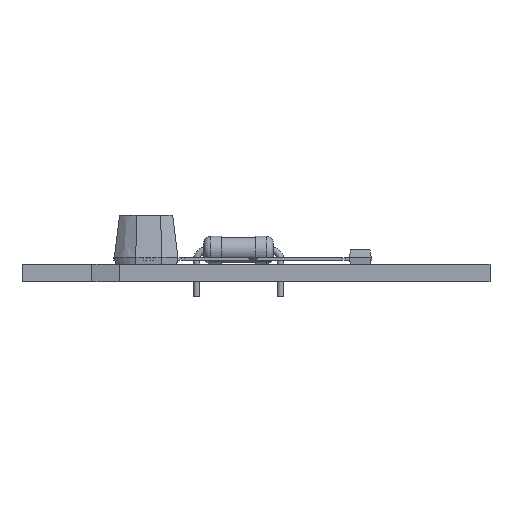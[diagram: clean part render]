
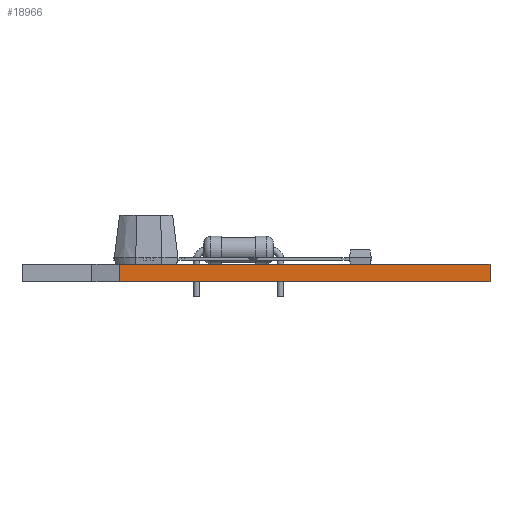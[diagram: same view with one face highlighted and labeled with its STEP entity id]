
A CAD part, left-side view. The second image highlights one B-rep face of the part: STEP entity #18966.
In plain terms, the highlighted planar face has unit normal (-1, 0, 0).
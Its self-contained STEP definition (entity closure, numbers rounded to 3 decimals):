
#14119 = PLANE('',#14120);
#14120 = AXIS2_PLACEMENT_3D('',#14121,#14122,#14123);
#14121 = CARTESIAN_POINT('',(77.155,-48.815,1.6));
#14122 = DIRECTION('',(-0.,-0.,-1.));
#14123 = DIRECTION('',(-1.,0.,0.));
#14173 = PLANE('',#14174);
#14174 = AXIS2_PLACEMENT_3D('',#14175,#14176,#14177);
#14175 = CARTESIAN_POINT('',(77.155,-48.815,0.));
#14176 = DIRECTION('',(-0.,-0.,-1.));
#14177 = DIRECTION('',(-1.,0.,0.));
#14394 = VERTEX_POINT('',#14395);
#14395 = CARTESIAN_POINT('',(64.77,-71.755,0.));
#14409 = PLANE('',#14410);
#14410 = AXIS2_PLACEMENT_3D('',#14411,#14412,#14413);
#14411 = CARTESIAN_POINT('',(78.105,-71.755,0.));
#14412 = DIRECTION('',(0.,-1.,0.));
#14413 = DIRECTION('',(-1.,0.,0.));
#14421 = EDGE_CURVE('',#14394,#14422,#14424,.T.);
#14422 = VERTEX_POINT('',#14423);
#14423 = CARTESIAN_POINT('',(64.77,-38.1,0.));
#14424 = SURFACE_CURVE('',#14425,(#14429,#14436),.PCURVE_S1.);
#14425 = LINE('',#14426,#14427);
#14426 = CARTESIAN_POINT('',(64.77,-71.755,0.));
#14427 = VECTOR('',#14428,1.);
#14428 = DIRECTION('',(0.,1.,0.));
#14429 = PCURVE('',#14173,#14430);
#14430 = DEFINITIONAL_REPRESENTATION('',(#14431),#14435);
#14431 = LINE('',#14432,#14433);
#14432 = CARTESIAN_POINT('',(12.385,-22.94));
#14433 = VECTOR('',#14434,1.);
#14434 = DIRECTION('',(0.,1.));
#14435 = ( GEOMETRIC_REPRESENTATION_CONTEXT(2) 
PARAMETRIC_REPRESENTATION_CONTEXT() REPRESENTATION_CONTEXT('2D SPACE',''
  ) );
#14436 = PCURVE('',#14437,#14442);
#14437 = PLANE('',#14438);
#14438 = AXIS2_PLACEMENT_3D('',#14439,#14440,#14441);
#14439 = CARTESIAN_POINT('',(64.77,-71.755,0.));
#14440 = DIRECTION('',(-1.,0.,0.));
#14441 = DIRECTION('',(0.,1.,0.));
#14442 = DEFINITIONAL_REPRESENTATION('',(#14443),#14447);
#14443 = LINE('',#14444,#14445);
#14444 = CARTESIAN_POINT('',(0.,0.));
#14445 = VECTOR('',#14446,1.);
#14446 = DIRECTION('',(1.,0.));
#14447 = ( GEOMETRIC_REPRESENTATION_CONTEXT(2) 
PARAMETRIC_REPRESENTATION_CONTEXT() REPRESENTATION_CONTEXT('2D SPACE',''
  ) );
#14465 = PLANE('',#14466);
#14466 = AXIS2_PLACEMENT_3D('',#14467,#14468,#14469);
#14467 = CARTESIAN_POINT('',(64.77,-38.1,0.));
#14468 = DIRECTION('',(-0.447,-0.894,0.));
#14469 = DIRECTION('',(-0.894,0.447,0.));
#16818 = VERTEX_POINT('',#16819);
#16819 = CARTESIAN_POINT('',(64.77,-71.755,1.6));
#16840 = EDGE_CURVE('',#16818,#16841,#16843,.T.);
#16841 = VERTEX_POINT('',#16842);
#16842 = CARTESIAN_POINT('',(64.77,-38.1,1.6));
#16843 = SURFACE_CURVE('',#16844,(#16848,#16855),.PCURVE_S1.);
#16844 = LINE('',#16845,#16846);
#16845 = CARTESIAN_POINT('',(64.77,-71.755,1.6));
#16846 = VECTOR('',#16847,1.);
#16847 = DIRECTION('',(0.,1.,0.));
#16848 = PCURVE('',#14119,#16849);
#16849 = DEFINITIONAL_REPRESENTATION('',(#16850),#16854);
#16850 = LINE('',#16851,#16852);
#16851 = CARTESIAN_POINT('',(12.385,-22.94));
#16852 = VECTOR('',#16853,1.);
#16853 = DIRECTION('',(0.,1.));
#16854 = ( GEOMETRIC_REPRESENTATION_CONTEXT(2) 
PARAMETRIC_REPRESENTATION_CONTEXT() REPRESENTATION_CONTEXT('2D SPACE',''
  ) );
#16855 = PCURVE('',#14437,#16856);
#16856 = DEFINITIONAL_REPRESENTATION('',(#16857),#16861);
#16857 = LINE('',#16858,#16859);
#16858 = CARTESIAN_POINT('',(0.,-1.6));
#16859 = VECTOR('',#16860,1.);
#16860 = DIRECTION('',(1.,0.));
#16861 = ( GEOMETRIC_REPRESENTATION_CONTEXT(2) 
PARAMETRIC_REPRESENTATION_CONTEXT() REPRESENTATION_CONTEXT('2D SPACE',''
  ) );
#18916 = EDGE_CURVE('',#14422,#16841,#18917,.T.);
#18917 = SURFACE_CURVE('',#18918,(#18922,#18929),.PCURVE_S1.);
#18918 = LINE('',#18919,#18920);
#18919 = CARTESIAN_POINT('',(64.77,-38.1,0.));
#18920 = VECTOR('',#18921,1.);
#18921 = DIRECTION('',(0.,0.,1.));
#18922 = PCURVE('',#14465,#18923);
#18923 = DEFINITIONAL_REPRESENTATION('',(#18924),#18928);
#18924 = LINE('',#18925,#18926);
#18925 = CARTESIAN_POINT('',(0.,0.));
#18926 = VECTOR('',#18927,1.);
#18927 = DIRECTION('',(0.,-1.));
#18928 = ( GEOMETRIC_REPRESENTATION_CONTEXT(2) 
PARAMETRIC_REPRESENTATION_CONTEXT() REPRESENTATION_CONTEXT('2D SPACE',''
  ) );
#18929 = PCURVE('',#14437,#18930);
#18930 = DEFINITIONAL_REPRESENTATION('',(#18931),#18935);
#18931 = LINE('',#18932,#18933);
#18932 = CARTESIAN_POINT('',(33.655,0.));
#18933 = VECTOR('',#18934,1.);
#18934 = DIRECTION('',(0.,-1.));
#18935 = ( GEOMETRIC_REPRESENTATION_CONTEXT(2) 
PARAMETRIC_REPRESENTATION_CONTEXT() REPRESENTATION_CONTEXT('2D SPACE',''
  ) );
#18945 = EDGE_CURVE('',#14394,#16818,#18946,.T.);
#18946 = SURFACE_CURVE('',#18947,(#18951,#18958),.PCURVE_S1.);
#18947 = LINE('',#18948,#18949);
#18948 = CARTESIAN_POINT('',(64.77,-71.755,0.));
#18949 = VECTOR('',#18950,1.);
#18950 = DIRECTION('',(0.,0.,1.));
#18951 = PCURVE('',#14409,#18952);
#18952 = DEFINITIONAL_REPRESENTATION('',(#18953),#18957);
#18953 = LINE('',#18954,#18955);
#18954 = CARTESIAN_POINT('',(13.335,0.));
#18955 = VECTOR('',#18956,1.);
#18956 = DIRECTION('',(0.,-1.));
#18957 = ( GEOMETRIC_REPRESENTATION_CONTEXT(2) 
PARAMETRIC_REPRESENTATION_CONTEXT() REPRESENTATION_CONTEXT('2D SPACE',''
  ) );
#18958 = PCURVE('',#14437,#18959);
#18959 = DEFINITIONAL_REPRESENTATION('',(#18960),#18964);
#18960 = LINE('',#18961,#18962);
#18961 = CARTESIAN_POINT('',(0.,0.));
#18962 = VECTOR('',#18963,1.);
#18963 = DIRECTION('',(0.,-1.));
#18964 = ( GEOMETRIC_REPRESENTATION_CONTEXT(2) 
PARAMETRIC_REPRESENTATION_CONTEXT() REPRESENTATION_CONTEXT('2D SPACE',''
  ) );
#18966 = ADVANCED_FACE('',(#18967),#14437,.T.);
#18967 = FACE_BOUND('',#18968,.T.);
#18968 = EDGE_LOOP('',(#18969,#18970,#18971,#18972));
#18969 = ORIENTED_EDGE('',*,*,#18945,.T.);
#18970 = ORIENTED_EDGE('',*,*,#16840,.T.);
#18971 = ORIENTED_EDGE('',*,*,#18916,.F.);
#18972 = ORIENTED_EDGE('',*,*,#14421,.F.);
